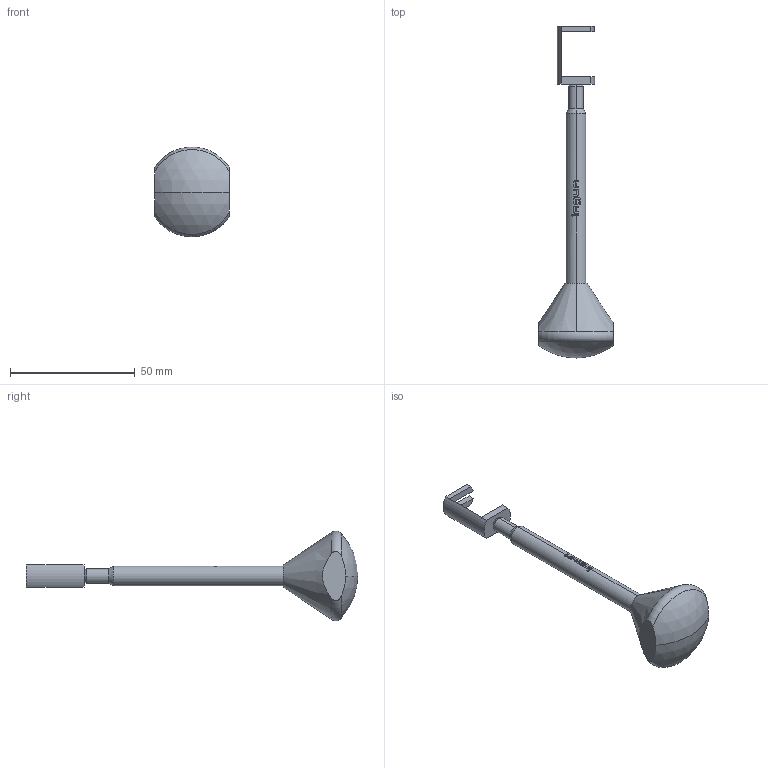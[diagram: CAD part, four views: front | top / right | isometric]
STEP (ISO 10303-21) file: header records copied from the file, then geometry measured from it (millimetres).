
FILE_DESCRIPTION (( 'STEP AP203' ), '1' );
FILE_NAME ('INGUN_SW-ZW-HFS-810.STEP', '2022-05-19T07:38:51', ( 'ochi' ), ( '' ), 'SwSTEP 2.0', 'SolidWorks 2018', '' );
FILE_SCHEMA (( 'CONFIG_CONTROL_DESIGN' ));
Length unit declared in the file: millimetre
Products named in the file (1): INGUN_SW-ZW-HFS-810
Bounding box: 30 x 133.3 x 36 mm (x, y, z)
Volume: 19412.4 mm3; surface area: 6041 mm2
Topology: 1 solids, 1 shells, 110 faces, 305 edges, 200 vertices
Faces by surface type: plane 54, bspline 22, cylinder 20, cone 9, torus 3, sphere 2
Entity records: 4021 total; most frequent: CARTESIAN_POINT 1294, ORIENTED_EDGE 610, DIRECTION 484, EDGE_CURVE 305, VERTEX_POINT 200, AXIS2_PLACEMENT_3D 188, EDGE_LOOP 113, FACE_OUTER_BOUND 110
